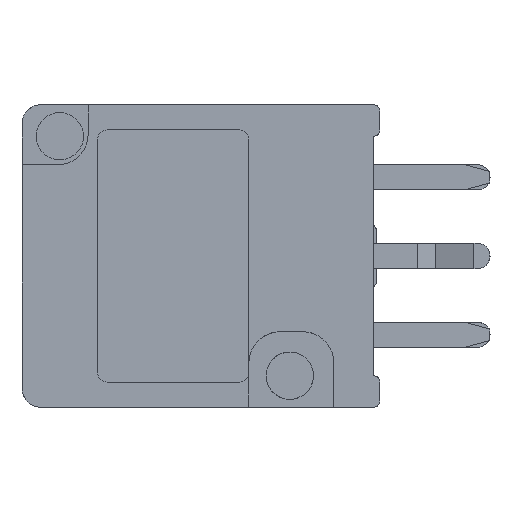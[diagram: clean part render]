
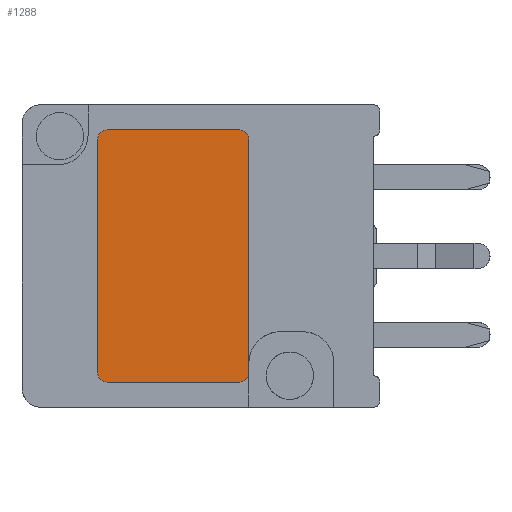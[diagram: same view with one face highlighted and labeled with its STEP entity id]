
A CAD part, left-side view. The second image highlights one B-rep face of the part: STEP entity #1288.
In plain terms, the highlighted planar face has unit normal (-1, 0, 0).
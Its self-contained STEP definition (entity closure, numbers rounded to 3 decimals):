
#102 = VERTEX_POINT ( 'NONE', #899 ) ;
#536 = EDGE_CURVE ( 'NONE', #8681, #10648, #1696, .T. ) ;
#750 = ORIENTED_EDGE ( 'NONE', *, *, #536, .F. ) ;
#899 = CARTESIAN_POINT ( 'NONE',  ( -6.35, -2.05, 4. ) ) ;
#1013 = DIRECTION ( 'NONE',  ( 0., 0., 1. ) ) ;
#1046 = CARTESIAN_POINT ( 'NONE',  ( -6.35, -2.35, 3.7 ) ) ;
#1077 = VECTOR ( 'NONE', #1013, 1000. ) ;
#1288 = ADVANCED_FACE ( 'NONE', ( #7681 ), #8625, .T. ) ;
#1487 = AXIS2_PLACEMENT_3D ( 'NONE', #13097, #7907, #3452 ) ;
#1696 = LINE ( 'NONE', #7263, #1077 ) ;
#2116 = VECTOR ( 'NONE', #9922, 1000. ) ;
#2269 = EDGE_LOOP ( 'NONE', ( #750, #12839, #4845, #2618, #6613, #4222, #8542, #4641 ) ) ;
#2618 = ORIENTED_EDGE ( 'NONE', *, *, #13546, .F. ) ;
#2734 = VERTEX_POINT ( 'NONE', #5648 ) ;
#3179 = CARTESIAN_POINT ( 'NONE',  ( -6.35, 2.15, -4. ) ) ;
#3231 = CARTESIAN_POINT ( 'NONE',  ( -6.35, -2.05, 3.7 ) ) ;
#3257 = CARTESIAN_POINT ( 'NONE',  ( -6.35, -2.35, -3.7 ) ) ;
#3289 = CARTESIAN_POINT ( 'NONE',  ( -6.35, -2.05, -3.7 ) ) ;
#3380 = AXIS2_PLACEMENT_3D ( 'NONE', #3231, #6388, #4190 ) ;
#3412 = DIRECTION ( 'NONE',  ( 0., 0., 1. ) ) ;
#3452 = DIRECTION ( 'NONE',  ( 0., 0., 1. ) ) ;
#3542 = DIRECTION ( 'NONE',  ( -1., 0., 0. ) ) ;
#4190 = DIRECTION ( 'NONE',  ( 0., 0., 1. ) ) ;
#4222 = ORIENTED_EDGE ( 'NONE', *, *, #9649, .F. ) ;
#4328 = VERTEX_POINT ( 'NONE', #1046 ) ;
#4641 = ORIENTED_EDGE ( 'NONE', *, *, #10579, .F. ) ;
#4845 = ORIENTED_EDGE ( 'NONE', *, *, #7329, .F. ) ;
#4904 = CARTESIAN_POINT ( 'NONE',  ( -6.35, 2.15, 3.7 ) ) ;
#5373 = CARTESIAN_POINT ( 'NONE',  ( -6.35, 2.45, -3.7 ) ) ;
#5648 = CARTESIAN_POINT ( 'NONE',  ( -6.35, 2.15, 4. ) ) ;
#5739 = CARTESIAN_POINT ( 'NONE',  ( -6.35, -2.35, -3.7 ) ) ;
#5812 = LINE ( 'NONE', #5739, #2116 ) ;
#5984 = AXIS2_PLACEMENT_3D ( 'NONE', #4904, #12421, #7246 ) ;
#6077 = VECTOR ( 'NONE', #6102, 1000. ) ;
#6102 = DIRECTION ( 'NONE',  ( 0., 1., 0. ) ) ;
#6167 = LINE ( 'NONE', #9173, #7824 ) ;
#6388 = DIRECTION ( 'NONE',  ( 1., 0., 0. ) ) ;
#6613 = ORIENTED_EDGE ( 'NONE', *, *, #7638, .F. ) ;
#7200 = LINE ( 'NONE', #8348, #6077 ) ;
#7246 = DIRECTION ( 'NONE',  ( 0., 0., 1. ) ) ;
#7263 = CARTESIAN_POINT ( 'NONE',  ( -6.35, 2.45, 3.7 ) ) ;
#7299 = EDGE_CURVE ( 'NONE', #2734, #102, #6167, .T. ) ;
#7329 = EDGE_CURVE ( 'NONE', #11900, #9201, #7200, .T. ) ;
#7487 = DIRECTION ( 'NONE',  ( 0., 0., 1. ) ) ;
#7543 = CARTESIAN_POINT ( 'NONE',  ( -6.35, 4.85, -4.2 ) ) ;
#7638 = EDGE_CURVE ( 'NONE', #4328, #12976, #5812, .T. ) ;
#7681 = FACE_OUTER_BOUND ( 'NONE', #2269, .T. ) ;
#7824 = VECTOR ( 'NONE', #8141, 1000. ) ;
#7907 = DIRECTION ( 'NONE',  ( 1., 0., 0. ) ) ;
#8141 = DIRECTION ( 'NONE',  ( 0., -1., 0. ) ) ;
#8348 = CARTESIAN_POINT ( 'NONE',  ( -6.35, 2.15, -4. ) ) ;
#8542 = ORIENTED_EDGE ( 'NONE', *, *, #7299, .F. ) ;
#8567 = DIRECTION ( 'NONE',  ( 1., 0., 0. ) ) ;
#8625 = PLANE ( 'NONE',  #11024 ) ;
#8635 = CARTESIAN_POINT ( 'NONE',  ( -6.35, -2.05, -4. ) ) ;
#8681 = VERTEX_POINT ( 'NONE', #5373 ) ;
#9140 = CIRCLE ( 'NONE', #1487, 0.3 ) ;
#9173 = CARTESIAN_POINT ( 'NONE',  ( -6.35, -2.05, 4. ) ) ;
#9201 = VERTEX_POINT ( 'NONE', #3179 ) ;
#9290 = CIRCLE ( 'NONE', #3380, 0.3 ) ;
#9649 = EDGE_CURVE ( 'NONE', #102, #4328, #9290, .T. ) ;
#9922 = DIRECTION ( 'NONE',  ( 0., 0., -1. ) ) ;
#10579 = EDGE_CURVE ( 'NONE', #10648, #2734, #12970, .T. ) ;
#10648 = VERTEX_POINT ( 'NONE', #12758 ) ;
#11024 = AXIS2_PLACEMENT_3D ( 'NONE', #7543, #3542, #3412 ) ;
#11900 = VERTEX_POINT ( 'NONE', #8635 ) ;
#12370 = EDGE_CURVE ( 'NONE', #9201, #8681, #9140, .T. ) ;
#12421 = DIRECTION ( 'NONE',  ( 1., 0., 0. ) ) ;
#12422 = CIRCLE ( 'NONE', #13302, 0.3 ) ;
#12758 = CARTESIAN_POINT ( 'NONE',  ( -6.35, 2.45, 3.7 ) ) ;
#12839 = ORIENTED_EDGE ( 'NONE', *, *, #12370, .F. ) ;
#12970 = CIRCLE ( 'NONE', #5984, 0.3 ) ;
#12976 = VERTEX_POINT ( 'NONE', #3257 ) ;
#13097 = CARTESIAN_POINT ( 'NONE',  ( -6.35, 2.15, -3.7 ) ) ;
#13302 = AXIS2_PLACEMENT_3D ( 'NONE', #3289, #8567, #7487 ) ;
#13546 = EDGE_CURVE ( 'NONE', #12976, #11900, #12422, .T. ) ;
